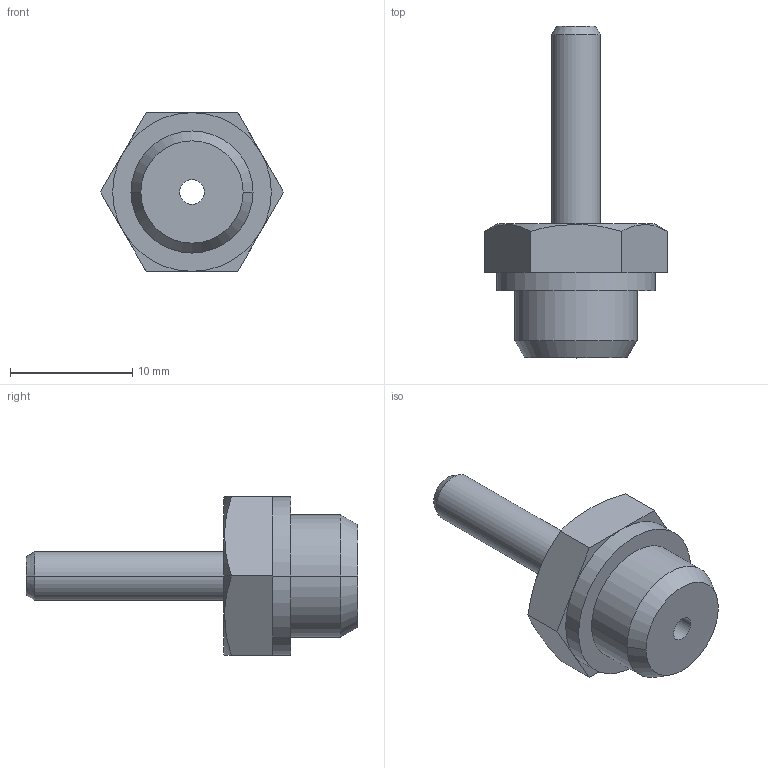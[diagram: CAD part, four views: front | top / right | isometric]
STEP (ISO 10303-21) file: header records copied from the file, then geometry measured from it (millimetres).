
FILE_DESCRIPTION((''),'2;1');
FILE_NAME('060418.stp','2003-05-26T16:47:55',('maffial1'),(''),'Autodesk Inventor (R) 6.0','Autodesk Inventor (R) 6.0','');
FILE_SCHEMA(('AUTOMOTIVE_DESIGN { 1 0 10303 214 1 1 1 1 }'));
Length unit declared in the file: millimetre
Products named in the file (1): 060418
Bounding box: 15.01 x 27.2 x 13 mm (x, y, z)
Volume: 1312.9 mm3; surface area: 1041.4 mm2
Topology: 1 solids, 1 shells, 30 faces, 66 edges, 40 vertices
Faces by surface type: plane 16, cylinder 8, cone 6
Entity records: 843 total; most frequent: DIRECTION 150, CARTESIAN_POINT 149, ORIENTED_EDGE 132, EDGE_CURVE 66, AXIS2_PLACEMENT_3D 59, VERTEX_POINT 40, EDGE_LOOP 34, VECTOR 32
